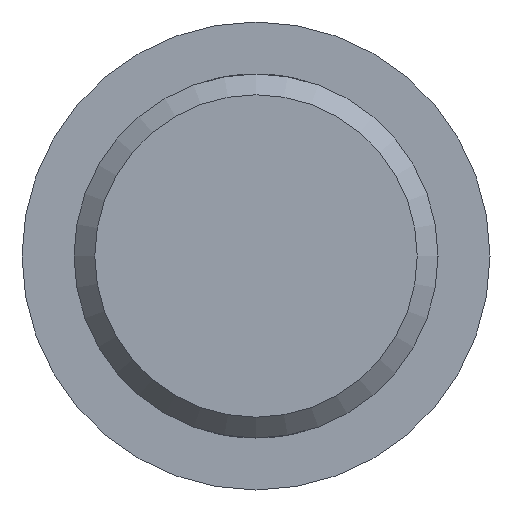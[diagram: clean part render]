
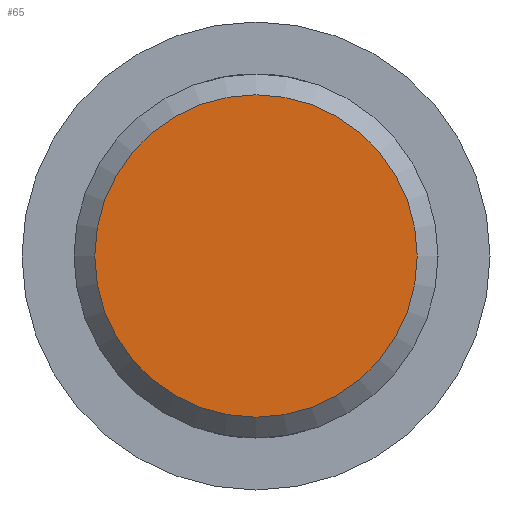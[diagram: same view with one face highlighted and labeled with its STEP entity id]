
A CAD part, left-side view. The second image highlights one B-rep face of the part: STEP entity #65.
In plain terms, the highlighted planar face has unit normal (-1, 0, 0).
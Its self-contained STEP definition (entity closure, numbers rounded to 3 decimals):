
#8 = DIRECTION ( 'NONE',  ( -1., 0., 0. ) ) ;
#41 = EDGE_LOOP ( 'NONE', ( #333 ) ) ;
#65 = ADVANCED_FACE ( 'NONE', ( #318 ), #175, .F. ) ;
#92 = DIRECTION ( 'NONE',  ( 0., 0., -1. ) ) ;
#102 = EDGE_CURVE ( 'NONE', #190, #190, #249, .T. ) ;
#120 = CARTESIAN_POINT ( 'NONE',  ( 0., 15.5, 0. ) ) ;
#147 = CARTESIAN_POINT ( 'NONE',  ( 0., 0., 0. ) ) ;
#175 = PLANE ( 'NONE',  #317 ) ;
#183 = DIRECTION ( 'NONE',  ( 0., 0., 1. ) ) ;
#190 = VERTEX_POINT ( 'NONE', #217 ) ;
#217 = CARTESIAN_POINT ( 'NONE',  ( 0., 0., 15.5 ) ) ;
#235 = DIRECTION ( 'NONE',  ( 1., 0., 0. ) ) ;
#249 = CIRCLE ( 'NONE', #298, 15.5 ) ;
#298 = AXIS2_PLACEMENT_3D ( 'NONE', #147, #8, #183 ) ;
#317 = AXIS2_PLACEMENT_3D ( 'NONE', #120, #235, #92 ) ;
#318 = FACE_OUTER_BOUND ( 'NONE', #41, .T. ) ;
#333 = ORIENTED_EDGE ( 'NONE', *, *, #102, .T. ) ;
